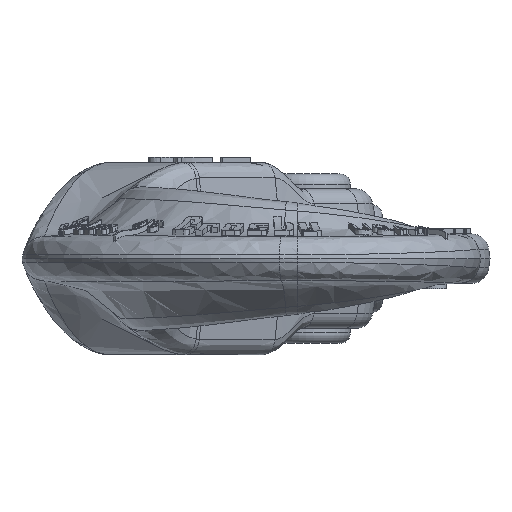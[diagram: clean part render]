
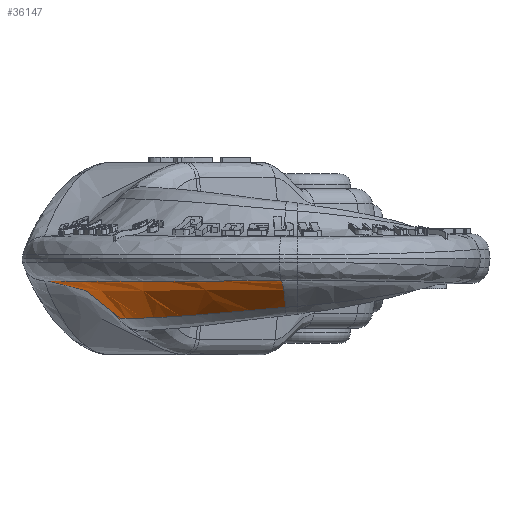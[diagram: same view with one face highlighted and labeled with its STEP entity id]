
A CAD part, front view. The second image highlights one B-rep face of the part: STEP entity #36147.
In plain terms, the highlighted free-form (B-spline) face has degree [3, 3] with [7, 7] control points.
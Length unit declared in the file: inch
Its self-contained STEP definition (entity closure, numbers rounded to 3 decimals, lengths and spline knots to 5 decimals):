
#25056=CARTESIAN_POINT('',(-0.94268,-2.92,-0.3391));
#25057=CARTESIAN_POINT('',(-0.9702,-2.92,
-0.30125));
#25058=CARTESIAN_POINT('',(-1.03083,-2.92,
-0.23886));
#25059=CARTESIAN_POINT('',(-1.13026,-2.92,
-0.17535));
#25060=CARTESIAN_POINT('',(-1.23859,-2.92,
-0.13562));
#25061=CARTESIAN_POINT('',(-1.31967,-2.92,-0.125));
#25062=CARTESIAN_POINT('',(-1.36307,-2.92,-0.125));
#25070=CARTESIAN_POINT('',(-1.36307,-2.92,-0.125));
#25071=CARTESIAN_POINT('',(-1.36307,-3.09386,-0.125));
#25072=CARTESIAN_POINT('',(-1.2906,-3.43403,
-0.12656));
#25073=CARTESIAN_POINT('',(-0.99791,-3.85788,
-0.12946));
#25074=CARTESIAN_POINT('',(-0.56295,-4.15138,
-0.12814));
#25075=CARTESIAN_POINT('',(-0.20834,-4.23668,
-0.12555));
#25076=CARTESIAN_POINT('',(-0.0246,-4.24694,
-0.12512));
#25078=CARTESIAN_POINT('',(0.00185,-3.88789,
-0.27554));
#25079=CARTESIAN_POINT('',(0.00067,-3.91233,
-0.25148));
#25080=CARTESIAN_POINT('',(-0.0025,-3.96448,
-0.20883));
#25081=CARTESIAN_POINT('',(-0.00965,-4.05068,
-0.16159));
#25082=CARTESIAN_POINT('',(-0.01793,-4.14439,
-0.13208));
#25083=CARTESIAN_POINT('',(-0.02276,-4.21195,
-0.12514));
#25084=CARTESIAN_POINT('',(-0.0246,-4.24694,
-0.12512));
#25204=CARTESIAN_POINT('',(-0.94268,-2.92,-0.3391));
#25205=CARTESIAN_POINT('',(-0.94268,-3.04988,
-0.3391));
#25206=CARTESIAN_POINT('',(-0.88738,-3.29563,
-0.33933));
#25207=CARTESIAN_POINT('',(-0.68329,-3.58959,
-0.33273));
#25208=CARTESIAN_POINT('',(-0.38654,-3.80022,
-0.31036));
#25209=CARTESIAN_POINT('',(-0.1342,-3.87387,
-0.28696));
#25210=CARTESIAN_POINT('',(0.00185,-3.88789,
-0.27554));
#25219=CARTESIAN_POINT('',(0.00185,-3.88789,
-0.27554));
#25229=CARTESIAN_POINT('',(-0.94268,-2.92,-0.3391));
#30188=VERTEX_POINT('',#25219);
#30189=VERTEX_POINT('',#25084);
#30235=VERTEX_POINT('',#25229);
#30236=VERTEX_POINT('',#25062);
#36088=CARTESIAN_POINT('',(-0.93988,-2.90519,
-0.34281));
#36089=CARTESIAN_POINT('',(-0.96355,-2.90481,
-0.30965));
#36090=CARTESIAN_POINT('',(-1.01949,-2.90403,
-0.24776));
#36091=CARTESIAN_POINT('',(-1.1259,-2.9028,
-0.17646));
#36092=CARTESIAN_POINT('',(-1.24573,-2.9015,
-0.13318));
#36093=CARTESIAN_POINT('',(-1.32742,-2.90057,
-0.12468));
#36094=CARTESIAN_POINT('',(-1.36732,-2.90009,
-0.12502));
#36095=CARTESIAN_POINT('',(-0.94213,-3.04016,
-0.34272));
#36096=CARTESIAN_POINT('',(-0.96533,-3.04327,
-0.31027));
#36097=CARTESIAN_POINT('',(-1.02075,-3.04957,
-0.2486));
#36098=CARTESIAN_POINT('',(-1.12819,-3.05952,
-0.17635));
#36099=CARTESIAN_POINT('',(-1.24972,-3.07,
-0.13272));
#36100=CARTESIAN_POINT('',(-1.3312,-3.07744,
-0.12462));
#36101=CARTESIAN_POINT('',(-1.37008,-3.08132,
-0.12496));
#36102=CARTESIAN_POINT('',(-0.88756,-3.29079,
-0.3429));
#36103=CARTESIAN_POINT('',(-0.90879,-3.30071,
-0.31184));
#36104=CARTESIAN_POINT('',(-0.96065,-3.32117,
-0.25124));
#36105=CARTESIAN_POINT('',(-1.06493,-3.35444,
-0.17835));
#36106=CARTESIAN_POINT('',(-1.18415,-3.39039,
-0.13434));
#36107=CARTESIAN_POINT('',(-1.26232,-3.41644,
-0.12645));
#36108=CARTESIAN_POINT('',(-1.29829,-3.43017,
-0.12652));
#36109=CARTESIAN_POINT('',(-0.68152,-3.58752,
-0.33599));
#36110=CARTESIAN_POINT('',(-0.69719,-3.60588,
-0.30697));
#36111=CARTESIAN_POINT('',(-0.73658,-3.6445,
-0.24994));
#36112=CARTESIAN_POINT('',(-0.8191,-3.70907,
-0.1804));
#36113=CARTESIAN_POINT('',(-0.91419,-3.78038,
-0.1379));
#36114=CARTESIAN_POINT('',(-0.97449,-3.833,
-0.12982));
#36115=CARTESIAN_POINT('',(-1.00083,-3.86096,
-0.1294));
#36116=CARTESIAN_POINT('',(-0.382,-3.80006,
-0.31312));
#36117=CARTESIAN_POINT('',(-0.39049,-3.82403,
-0.28606));
#36118=CARTESIAN_POINT('',(-0.41233,-3.87468,
-0.23462));
#36119=CARTESIAN_POINT('',(-0.45959,-3.9595,
-0.17341));
#36120=CARTESIAN_POINT('',(-0.5138,-4.05318,
-0.13578));
#36121=CARTESIAN_POINT('',(-0.54621,-4.12224,
-0.1283));
#36122=CARTESIAN_POINT('',(-0.55915,-4.15895,
-0.12808));
#36123=CARTESIAN_POINT('',(-0.12468,-3.87366,
-0.289));
#36124=CARTESIAN_POINT('',(-0.12805,-3.89895,
-0.2632));
#36125=CARTESIAN_POINT('',(-0.13687,-3.95217,
-0.21689));
#36126=CARTESIAN_POINT('',(-0.15639,-4.04022,
-0.16447));
#36127=CARTESIAN_POINT('',(-0.17866,-4.13641,
-0.13209));
#36128=CARTESIAN_POINT('',(-0.19136,-4.20664,
-0.12526));
#36129=CARTESIAN_POINT('',(-0.19602,-4.24382,
-0.12546));
#36130=CARTESIAN_POINT('',(0.01675,-3.88648,
-0.27711));
#36131=CARTESIAN_POINT('',(0.01581,-3.91173,
-0.25196));
#36132=CARTESIAN_POINT('',(0.01327,-3.96478,
-0.20857));
#36133=CARTESIAN_POINT('',(0.00746,-4.05202,
-0.16125));
#36134=CARTESIAN_POINT('',(0.0007,-4.14679,
-0.13165));
#36135=CARTESIAN_POINT('',(-0.00329,-4.21559,
-0.12483));
#36136=CARTESIAN_POINT('',(-0.00482,-4.25193,
-0.12509));
#36137=B_SPLINE_SURFACE_WITH_KNOTS('',3,3,((#36088,#36089,#36090,#36091,#36092,
#36093,#36094),(#36095,#36096,#36097,#36098,#36099,#36100,#36101),(#36102,
#36103,#36104,#36105,#36106,#36107,#36108),(#36109,#36110,#36111,#36112,#36113,
#36114,#36115),(#36116,#36117,#36118,#36119,#36120,#36121,#36122),(#36123,
#36124,#36125,#36126,#36127,#36128,#36129),(#36130,#36131,#36132,#36133,#36134,
#36135,#36136)),.UNSPECIFIED.,.F.,.F.,.F.,(4,1,1,1,4),(4,1,1,1,4),(
-0.00911,0.23954,0.47908,0.71862,
0.96682),(0.47812,0.57102,0.66045,
0.74987,0.8427),.UNSPECIFIED.);
#36138=ORIENTED_EDGE('',*,*,#36079,.T.);
#36140=ORIENTED_EDGE('',*,*,#36139,.T.);
#36142=ORIENTED_EDGE('',*,*,#36141,.F.);
#36144=ORIENTED_EDGE('',*,*,#36143,.F.);
#36145=EDGE_LOOP('',(#36138,#36140,#36142,#36144));
#36146=FACE_OUTER_BOUND('',#36145,.F.);
#36147=ADVANCED_FACE('',(#36146),#36137,.T.);
#25063=B_SPLINE_CURVE_WITH_KNOTS('',3,(#25056,#25057,#25058,#25059,#25060,
#25061,#25062),.UNSPECIFIED.,.F.,.F.,(4,1,1,1,4),(0.,0.25,0.5,0.75,
1.),.UNSPECIFIED.);
#25077=B_SPLINE_CURVE_WITH_KNOTS('',3,(#25070,#25071,#25072,#25073,#25074,
#25075,#25076),.UNSPECIFIED.,.F.,.F.,(4,1,1,1,4),(0.,0.25,0.5,0.75,
1.),.UNSPECIFIED.);
#25085=B_SPLINE_CURVE_WITH_KNOTS('',3,(#25078,#25079,#25080,#25081,#25082,
#25083,#25084),.UNSPECIFIED.,.F.,.F.,(4,1,1,1,4),(0.,0.25,0.5,0.75,
1.),.UNSPECIFIED.);
#25211=B_SPLINE_CURVE_WITH_KNOTS('',3,(#25204,#25205,#25206,#25207,#25208,
#25209,#25210),.UNSPECIFIED.,.F.,.F.,(4,1,1,1,4),(0.,0.25,0.5,0.75,
1.),.UNSPECIFIED.);
#36079=EDGE_CURVE('',#30235,#30236,#25063,.T.);
#36139=EDGE_CURVE('',#30236,#30189,#25077,.T.);
#36141=EDGE_CURVE('',#30188,#30189,#25085,.T.);
#36143=EDGE_CURVE('',#30235,#30188,#25211,.T.);
